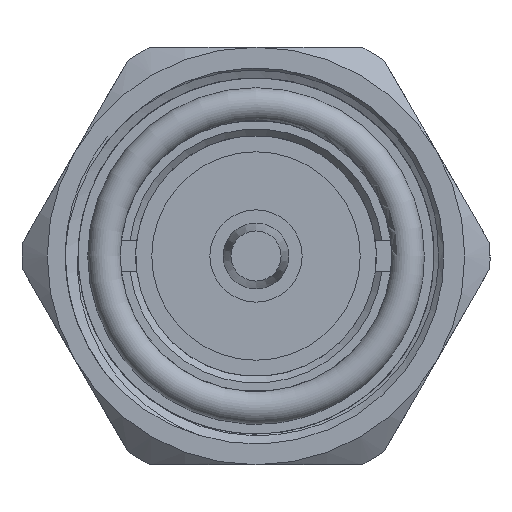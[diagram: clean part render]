
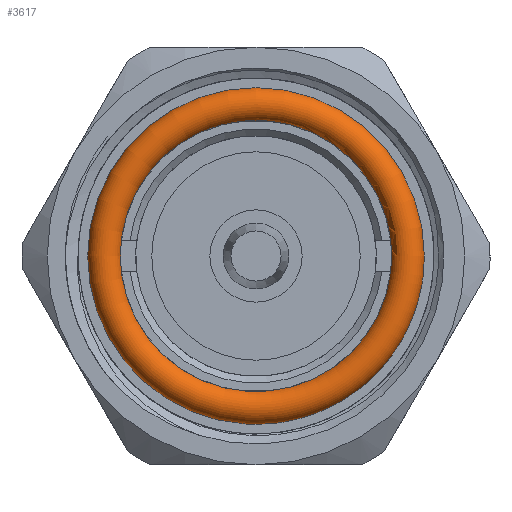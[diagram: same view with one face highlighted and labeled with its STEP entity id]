
A CAD part, left-side view. The second image highlights one B-rep face of the part: STEP entity #3617.
In plain terms, the highlighted toroidal (fillet/blend) face has major radius 11.533 mm and minor radius 1.27 mm.
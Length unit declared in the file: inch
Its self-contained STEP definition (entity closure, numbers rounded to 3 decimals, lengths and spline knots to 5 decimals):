
#677 = FACE_OUTER_BOUND ( 'NONE', #2606, .T. ) ;
#1181 = DIRECTION ( 'NONE',  ( 0., -1., 0. ) ) ;
#1726 = EDGE_LOOP ( 'NONE', ( #6993 ) ) ;
#2189 = EDGE_CURVE ( 'NONE', #6258, #6258, #5026, .T. ) ;
#2363 = ORIENTED_EDGE ( 'NONE', *, *, #2189, .F. ) ;
#2385 = DIRECTION ( 'NONE',  ( 0., 1., 0. ) ) ;
#2437 = CIRCLE ( 'NONE', #6416, 0.40551 ) ;
#2520 = CARTESIAN_POINT ( 'NONE',  ( 0.39764, 0., 0. ) ) ;
#2606 = EDGE_LOOP ( 'NONE', ( #2363 ) ) ;
#2888 = FACE_OUTER_BOUND ( 'NONE', #1726, .T. ) ;
#2923 = CARTESIAN_POINT ( 'NONE',  ( 0.35037, 0., 0. ) ) ;
#3458 = CARTESIAN_POINT ( 'NONE',  ( 0.33831, 0., 0. ) ) ;
#3514 = DIRECTION ( 'NONE',  ( 0., 0., 1. ) ) ;
#3516 = CARTESIAN_POINT ( 'NONE',  ( 0.39764, 0., 0.47034 ) ) ;
#3617 = ADVANCED_FACE ( 'NONE', ( #2888, #677 ), #6856, .T. ) ;
#4144 = EDGE_CURVE ( 'NONE', #4916, #4916, #2437, .T. ) ;
#4916 = VERTEX_POINT ( 'NONE', #5463 ) ;
#5026 = CIRCLE ( 'NONE', #5153, 0.47034 ) ;
#5153 = AXIS2_PLACEMENT_3D ( 'NONE', #2520, #5725, #3514 ) ;
#5157 = AXIS2_PLACEMENT_3D ( 'NONE', #2923, #5563, #1181 ) ;
#5463 = CARTESIAN_POINT ( 'NONE',  ( 0.33831, 0.40551, 0. ) ) ;
#5563 = DIRECTION ( 'NONE',  ( -1., 0., 0. ) ) ;
#5630 = DIRECTION ( 'NONE',  ( 1., 0., 0. ) ) ;
#5725 = DIRECTION ( 'NONE',  ( 1., 0., 0. ) ) ;
#6258 = VERTEX_POINT ( 'NONE', #3516 ) ;
#6416 = AXIS2_PLACEMENT_3D ( 'NONE', #3458, #5630, #2385 ) ;
#6856 = TOROIDAL_SURFACE ( 'NONE', #5157, 0.45404, 0.05 ) ;
#6993 = ORIENTED_EDGE ( 'NONE', *, *, #4144, .T. ) ;
